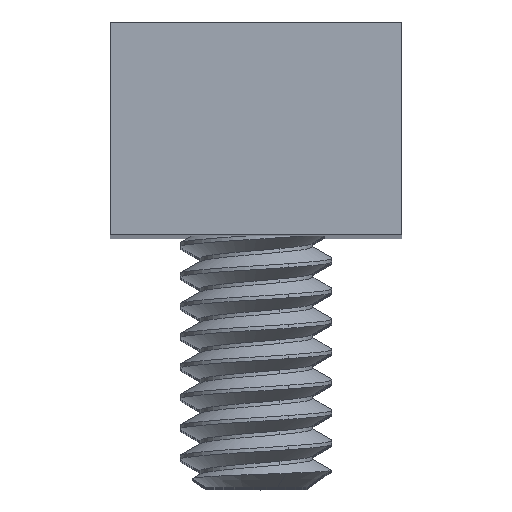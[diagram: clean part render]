
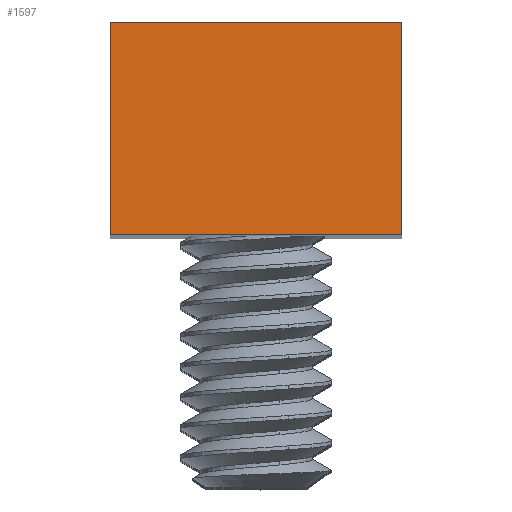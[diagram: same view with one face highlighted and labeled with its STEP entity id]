
A CAD part, top view. The second image highlights one B-rep face of the part: STEP entity #1597.
In plain terms, the highlighted planar face has unit normal (0, 0, 1).
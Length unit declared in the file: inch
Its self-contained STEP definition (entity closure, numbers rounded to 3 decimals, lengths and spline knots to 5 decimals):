
#214 = PLANE ( 'NONE',  #1831 ) ;
#242 = LINE ( 'NONE', #2821, #2801 ) ;
#262 = DIRECTION ( 'NONE',  ( 1., 0., 0. ) ) ;
#298 = CARTESIAN_POINT ( 'NONE',  ( 0., 0.35, 0. ) ) ;
#317 = ORIENTED_EDGE ( 'NONE', *, *, #4116, .T. ) ;
#365 = EDGE_CURVE ( 'NONE', #1086, #3711, #242, .T. ) ;
#527 = DIRECTION ( 'NONE',  ( -1., 0., 0. ) ) ;
#533 = LINE ( 'NONE', #646, #3645 ) ;
#557 = DIRECTION ( 'NONE',  ( 0., -1., 0. ) ) ;
#598 = EDGE_LOOP ( 'NONE', ( #317, #609, #3934, #3024 ) ) ;
#609 = ORIENTED_EDGE ( 'NONE', *, *, #365, .F. ) ;
#646 = CARTESIAN_POINT ( 'NONE',  ( 0., 0., 0. ) ) ;
#747 = CARTESIAN_POINT ( 'NONE',  ( 0.48, 0., 0. ) ) ;
#1086 = VERTEX_POINT ( 'NONE', #3089 ) ;
#1574 = CARTESIAN_POINT ( 'NONE',  ( 0., 0.35, 0. ) ) ;
#1597 = ADVANCED_FACE ( 'NONE', ( #2118 ), #214, .F. ) ;
#1831 = AXIS2_PLACEMENT_3D ( 'NONE', #2450, #2467, #527 ) ;
#2118 = FACE_OUTER_BOUND ( 'NONE', #598, .T. ) ;
#2146 = VECTOR ( 'NONE', #2863, 39.37008 ) ;
#2179 = CARTESIAN_POINT ( 'NONE',  ( 0., 0.35, 0. ) ) ;
#2257 = DIRECTION ( 'NONE',  ( 1., 0., 0. ) ) ;
#2450 = CARTESIAN_POINT ( 'NONE',  ( 0., 0.35, 0. ) ) ;
#2467 = DIRECTION ( 'NONE',  ( 0., 0., -1. ) ) ;
#2801 = VECTOR ( 'NONE', #557, 39.37008 ) ;
#2821 = CARTESIAN_POINT ( 'NONE',  ( 0.48, 0.35, 0. ) ) ;
#2863 = DIRECTION ( 'NONE',  ( 0., -1., 0. ) ) ;
#2995 = LINE ( 'NONE', #298, #2146 ) ;
#3015 = EDGE_CURVE ( 'NONE', #3580, #1086, #4007, .T. ) ;
#3024 = ORIENTED_EDGE ( 'NONE', *, *, #4018, .T. ) ;
#3082 = VERTEX_POINT ( 'NONE', #3815 ) ;
#3089 = CARTESIAN_POINT ( 'NONE',  ( 0.48, 0.35, 0. ) ) ;
#3580 = VERTEX_POINT ( 'NONE', #1574 ) ;
#3645 = VECTOR ( 'NONE', #2257, 39.37008 ) ;
#3711 = VERTEX_POINT ( 'NONE', #747 ) ;
#3815 = CARTESIAN_POINT ( 'NONE',  ( 0., 0., 0. ) ) ;
#3934 = ORIENTED_EDGE ( 'NONE', *, *, #3015, .F. ) ;
#4007 = LINE ( 'NONE', #2179, #4120 ) ;
#4018 = EDGE_CURVE ( 'NONE', #3580, #3082, #2995, .T. ) ;
#4116 = EDGE_CURVE ( 'NONE', #3082, #3711, #533, .T. ) ;
#4120 = VECTOR ( 'NONE', #262, 39.37008 ) ;
